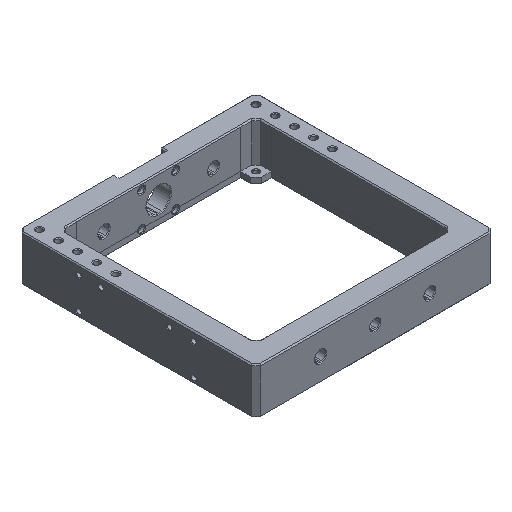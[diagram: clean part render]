
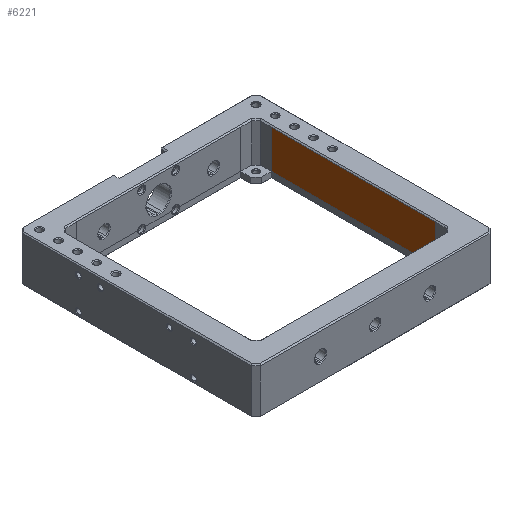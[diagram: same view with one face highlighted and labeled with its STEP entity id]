
A CAD part, isometric view. The second image highlights one B-rep face of the part: STEP entity #6221.
In plain terms, the highlighted planar face has unit normal (-1, 0, 0).
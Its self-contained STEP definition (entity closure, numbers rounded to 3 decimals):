
#441 = PLANE('',#442);
#442 = AXIS2_PLACEMENT_3D('',#443,#444,#445);
#443 = CARTESIAN_POINT('',(89.5,75.,20.5));
#444 = DIRECTION('',(-0.707,0.,0.707)
  );
#445 = DIRECTION('',(0.,1.,0.));
#1907 = VERTEX_POINT('',#1908);
#1908 = CARTESIAN_POINT('',(89.,75.,20.));
#1943 = PLANE('',#1944);
#1944 = AXIS2_PLACEMENT_3D('',#1945,#1946,#1947);
#1945 = CARTESIAN_POINT('',(89.,85.,21.));
#1946 = DIRECTION('',(-1.,0.,0.));
#1947 = DIRECTION('',(0.,-1.,0.));
#2015 = VERTEX_POINT('',#2016);
#2016 = CARTESIAN_POINT('',(89.,-75.,20.));
#2037 = EDGE_CURVE('',#1907,#2015,#2038,.T.);
#2038 = SURFACE_CURVE('',#2039,(#2043,#2050),.PCURVE_S1.);
#2039 = LINE('',#2040,#2041);
#2040 = CARTESIAN_POINT('',(89.,75.,20.));
#2041 = VECTOR('',#2042,1.);
#2042 = DIRECTION('',(0.,-1.,0.));
#2043 = PCURVE('',#441,#2044);
#2044 = DEFINITIONAL_REPRESENTATION('',(#2045),#2049);
#2045 = LINE('',#2046,#2047);
#2046 = CARTESIAN_POINT('',(-0.,0.707));
#2047 = VECTOR('',#2048,1.);
#2048 = DIRECTION('',(-1.,0.));
#2049 = ( GEOMETRIC_REPRESENTATION_CONTEXT(2) 
PARAMETRIC_REPRESENTATION_CONTEXT() REPRESENTATION_CONTEXT('2D SPACE',''
  ) );
#2050 = PCURVE('',#2051,#2056);
#2051 = PLANE('',#2052);
#2052 = AXIS2_PLACEMENT_3D('',#2053,#2054,#2055);
#2053 = CARTESIAN_POINT('',(89.,75.,21.));
#2054 = DIRECTION('',(-1.,0.,0.));
#2055 = DIRECTION('',(0.,-1.,0.));
#2056 = DEFINITIONAL_REPRESENTATION('',(#2057),#2061);
#2057 = LINE('',#2058,#2059);
#2058 = CARTESIAN_POINT('',(0.,-1.));
#2059 = VECTOR('',#2060,1.);
#2060 = DIRECTION('',(1.,0.));
#2061 = ( GEOMETRIC_REPRESENTATION_CONTEXT(2) 
PARAMETRIC_REPRESENTATION_CONTEXT() REPRESENTATION_CONTEXT('2D SPACE',''
  ) );
#2159 = PLANE('',#2160);
#2160 = AXIS2_PLACEMENT_3D('',#2161,#2162,#2163);
#2161 = CARTESIAN_POINT('',(89.,85.,21.));
#2162 = DIRECTION('',(-1.,0.,0.));
#2163 = DIRECTION('',(0.,-1.,0.));
#6100 = EDGE_CURVE('',#1907,#6101,#6103,.T.);
#6101 = VERTEX_POINT('',#6102);
#6102 = CARTESIAN_POINT('',(89.,75.,-15.));
#6103 = SURFACE_CURVE('',#6104,(#6108,#6115),.PCURVE_S1.);
#6104 = LINE('',#6105,#6106);
#6105 = CARTESIAN_POINT('',(89.,75.,21.));
#6106 = VECTOR('',#6107,1.);
#6107 = DIRECTION('',(0.,0.,-1.));
#6108 = PCURVE('',#1943,#6109);
#6109 = DEFINITIONAL_REPRESENTATION('',(#6110),#6114);
#6110 = LINE('',#6111,#6112);
#6111 = CARTESIAN_POINT('',(10.,0.));
#6112 = VECTOR('',#6113,1.);
#6113 = DIRECTION('',(0.,-1.));
#6114 = ( GEOMETRIC_REPRESENTATION_CONTEXT(2) 
PARAMETRIC_REPRESENTATION_CONTEXT() REPRESENTATION_CONTEXT('2D SPACE',''
  ) );
#6115 = PCURVE('',#2051,#6116);
#6116 = DEFINITIONAL_REPRESENTATION('',(#6117),#6121);
#6117 = LINE('',#6118,#6119);
#6118 = CARTESIAN_POINT('',(0.,0.));
#6119 = VECTOR('',#6120,1.);
#6120 = DIRECTION('',(0.,-1.));
#6121 = ( GEOMETRIC_REPRESENTATION_CONTEXT(2) 
PARAMETRIC_REPRESENTATION_CONTEXT() REPRESENTATION_CONTEXT('2D SPACE',''
  ) );
#6221 = ADVANCED_FACE('',(#6222),#2051,.T.);
#6222 = FACE_BOUND('',#6223,.T.);
#6223 = EDGE_LOOP('',(#6224,#6247,#6248,#6249));
#6224 = ORIENTED_EDGE('',*,*,#6225,.F.);
#6225 = EDGE_CURVE('',#2015,#6226,#6228,.T.);
#6226 = VERTEX_POINT('',#6227);
#6227 = CARTESIAN_POINT('',(89.,-75.,-15.));
#6228 = SURFACE_CURVE('',#6229,(#6233,#6240),.PCURVE_S1.);
#6229 = LINE('',#6230,#6231);
#6230 = CARTESIAN_POINT('',(89.,-75.,21.));
#6231 = VECTOR('',#6232,1.);
#6232 = DIRECTION('',(0.,0.,-1.));
#6233 = PCURVE('',#2051,#6234);
#6234 = DEFINITIONAL_REPRESENTATION('',(#6235),#6239);
#6235 = LINE('',#6236,#6237);
#6236 = CARTESIAN_POINT('',(150.,0.));
#6237 = VECTOR('',#6238,1.);
#6238 = DIRECTION('',(0.,-1.));
#6239 = ( GEOMETRIC_REPRESENTATION_CONTEXT(2) 
PARAMETRIC_REPRESENTATION_CONTEXT() REPRESENTATION_CONTEXT('2D SPACE',''
  ) );
#6240 = PCURVE('',#2159,#6241);
#6241 = DEFINITIONAL_REPRESENTATION('',(#6242),#6246);
#6242 = LINE('',#6243,#6244);
#6243 = CARTESIAN_POINT('',(160.,0.));
#6244 = VECTOR('',#6245,1.);
#6245 = DIRECTION('',(0.,-1.));
#6246 = ( GEOMETRIC_REPRESENTATION_CONTEXT(2) 
PARAMETRIC_REPRESENTATION_CONTEXT() REPRESENTATION_CONTEXT('2D SPACE',''
  ) );
#6247 = ORIENTED_EDGE('',*,*,#2037,.F.);
#6248 = ORIENTED_EDGE('',*,*,#6100,.T.);
#6249 = ORIENTED_EDGE('',*,*,#6250,.T.);
#6250 = EDGE_CURVE('',#6101,#6226,#6251,.T.);
#6251 = SURFACE_CURVE('',#6252,(#6256,#6263),.PCURVE_S1.);
#6252 = LINE('',#6253,#6254);
#6253 = CARTESIAN_POINT('',(89.,85.,-15.));
#6254 = VECTOR('',#6255,1.);
#6255 = DIRECTION('',(0.,-1.,0.));
#6256 = PCURVE('',#2051,#6257);
#6257 = DEFINITIONAL_REPRESENTATION('',(#6258),#6262);
#6258 = LINE('',#6259,#6260);
#6259 = CARTESIAN_POINT('',(-10.,-36.));
#6260 = VECTOR('',#6261,1.);
#6261 = DIRECTION('',(1.,0.));
#6262 = ( GEOMETRIC_REPRESENTATION_CONTEXT(2) 
PARAMETRIC_REPRESENTATION_CONTEXT() REPRESENTATION_CONTEXT('2D SPACE',''
  ) );
#6263 = PCURVE('',#6264,#6269);
#6264 = PLANE('',#6265);
#6265 = AXIS2_PLACEMENT_3D('',#6266,#6267,#6268);
#6266 = CARTESIAN_POINT('',(89.,75.,21.));
#6267 = DIRECTION('',(-1.,0.,0.));
#6268 = DIRECTION('',(0.,-1.,0.));
#6269 = DEFINITIONAL_REPRESENTATION('',(#6270),#6274);
#6270 = LINE('',#6271,#6272);
#6271 = CARTESIAN_POINT('',(-10.,-36.));
#6272 = VECTOR('',#6273,1.);
#6273 = DIRECTION('',(1.,0.));
#6274 = ( GEOMETRIC_REPRESENTATION_CONTEXT(2) 
PARAMETRIC_REPRESENTATION_CONTEXT() REPRESENTATION_CONTEXT('2D SPACE',''
  ) );
